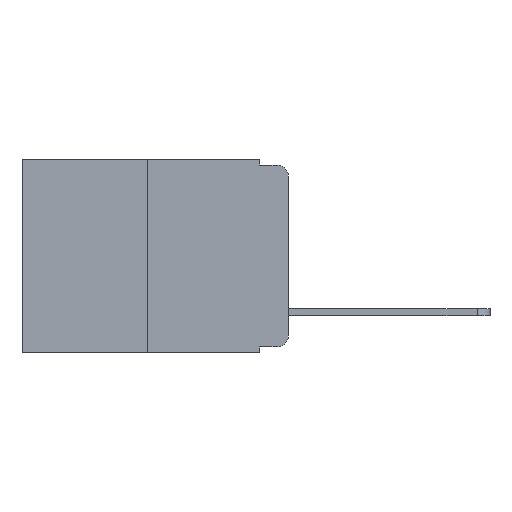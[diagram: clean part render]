
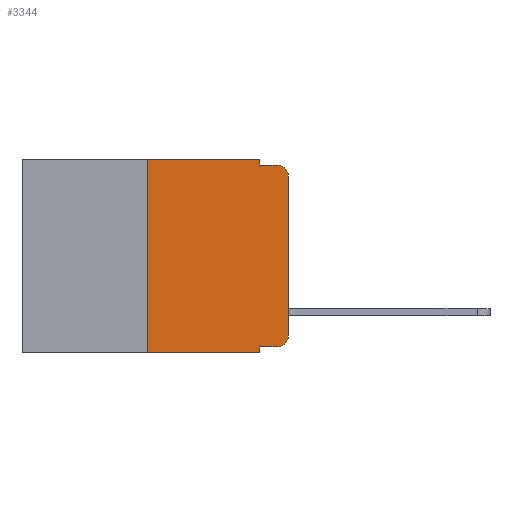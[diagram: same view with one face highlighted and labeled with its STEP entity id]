
A CAD part, left-side view. The second image highlights one B-rep face of the part: STEP entity #3344.
In plain terms, the highlighted planar face has unit normal (-1, 0, 0).
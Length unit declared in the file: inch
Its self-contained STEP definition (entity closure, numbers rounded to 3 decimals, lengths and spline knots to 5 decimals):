
#480 = CARTESIAN_POINT ( 'NONE',  ( 0., 0.051, -0.333 ) ) ;
#541 = DIRECTION ( 'NONE',  ( -1., 0., 0. ) ) ;
#767 = VERTEX_POINT ( 'NONE', #5049 ) ;
#786 = ORIENTED_EDGE ( 'NONE', *, *, #8248, .T. ) ;
#883 = ORIENTED_EDGE ( 'NONE', *, *, #8240, .T. ) ;
#941 = VERTEX_POINT ( 'NONE', #4243 ) ;
#981 = ORIENTED_EDGE ( 'NONE', *, *, #8239, .F. ) ;
#1001 = VECTOR ( 'NONE', #8538, 39.37008 ) ;
#1002 = ORIENTED_EDGE ( 'NONE', *, *, #8050, .T. ) ;
#1222 = ORIENTED_EDGE ( 'NONE', *, *, #8229, .F. ) ;
#1255 = ORIENTED_EDGE ( 'NONE', *, *, #7246, .F. ) ;
#1315 = CARTESIAN_POINT ( 'NONE',  ( 0., 0.051, 0. ) ) ;
#1336 = LINE ( 'NONE', #1524, #9858 ) ;
#1398 = ORIENTED_EDGE ( 'NONE', *, *, #8212, .F. ) ;
#1417 = ORIENTED_EDGE ( 'NONE', *, *, #8209, .F. ) ;
#1524 = CARTESIAN_POINT ( 'NONE',  ( 0., 0.051, -0.01 ) ) ;
#1570 = DIRECTION ( 'NONE',  ( 0., -1., 0. ) ) ;
#1587 = CARTESIAN_POINT ( 'NONE',  ( 0., 0.02, -0.333 ) ) ;
#1617 = ORIENTED_EDGE ( 'NONE', *, *, #8206, .T. ) ;
#1630 = ORIENTED_EDGE ( 'NONE', *, *, #8195, .T. ) ;
#1984 = CARTESIAN_POINT ( 'NONE',  ( 0., 0.473, 0. ) ) ;
#2107 = VERTEX_POINT ( 'NONE', #9057 ) ;
#2135 = AXIS2_PLACEMENT_3D ( 'NONE', #8171, #9736, #8237 ) ;
#2503 = CARTESIAN_POINT ( 'NONE',  ( 0., 0.25, 0. ) ) ;
#2912 = VERTEX_POINT ( 'NONE', #1315 ) ;
#3168 = AXIS2_PLACEMENT_3D ( 'NONE', #4434, #9769, #5404 ) ;
#3341 = VECTOR ( 'NONE', #4480, 39.37008 ) ;
#3344 = ADVANCED_FACE ( 'NONE', ( #8330 ), #9927, .F. ) ;
#3455 = CARTESIAN_POINT ( 'NONE',  ( 0., 0.051, 0. ) ) ;
#3486 = CARTESIAN_POINT ( 'NONE',  ( 0., 0.051, 0. ) ) ;
#3609 = LINE ( 'NONE', #2503, #3904 ) ;
#3642 = AXIS2_PLACEMENT_3D ( 'NONE', #6295, #541, #7097 ) ;
#3750 = EDGE_LOOP ( 'NONE', ( #1630, #1617, #1417, #1398, #1255, #1222, #1002, #981, #883, #786 ) ) ;
#3904 = VECTOR ( 'NONE', #9257, 39.37008 ) ;
#3928 = VERTEX_POINT ( 'NONE', #4178 ) ;
#4178 = CARTESIAN_POINT ( 'NONE',  ( 0., 0.25, 0. ) ) ;
#4243 = CARTESIAN_POINT ( 'NONE',  ( 0., 0.02, -0.01 ) ) ;
#4391 = CARTESIAN_POINT ( 'NONE',  ( 0., 0., 0. ) ) ;
#4434 = CARTESIAN_POINT ( 'NONE',  ( 0., 0.02, -0.03 ) ) ;
#4480 = DIRECTION ( 'NONE',  ( 0., 0., -1. ) ) ;
#4495 = CARTESIAN_POINT ( 'NONE',  ( 0., 0., -0.03 ) ) ;
#4676 = VERTEX_POINT ( 'NONE', #8539 ) ;
#5043 = VERTEX_POINT ( 'NONE', #8433 ) ;
#5049 = CARTESIAN_POINT ( 'NONE',  ( 0., 0.051, -0.333 ) ) ;
#5066 = CARTESIAN_POINT ( 'NONE',  ( 0., 0.473, -0.343 ) ) ;
#5316 = VECTOR ( 'NONE', #10102, 39.37008 ) ;
#5366 = DIRECTION ( 'NONE',  ( 0., 0., 1. ) ) ;
#5404 = DIRECTION ( 'NONE',  ( 0., 0., -1. ) ) ;
#5848 = CIRCLE ( 'NONE', #3642, 0.02 ) ;
#6295 = CARTESIAN_POINT ( 'NONE',  ( 0., 0.02, -0.313 ) ) ;
#6923 = VERTEX_POINT ( 'NONE', #10155 ) ;
#7097 = DIRECTION ( 'NONE',  ( 0., 0., -1. ) ) ;
#7119 = LINE ( 'NONE', #1984, #7387 ) ;
#7227 = LINE ( 'NONE', #5066, #5316 ) ;
#7246 = EDGE_CURVE ( 'NONE', #3928, #2912, #7119, .T. ) ;
#7387 = VECTOR ( 'NONE', #8143, 39.37008 ) ;
#7792 = DIRECTION ( 'NONE',  ( 0., -1., 0. ) ) ;
#7874 = VERTEX_POINT ( 'NONE', #4495 ) ;
#7889 = VERTEX_POINT ( 'NONE', #1587 ) ;
#7907 = LINE ( 'NONE', #480, #9533 ) ;
#8050 = EDGE_CURVE ( 'NONE', #2107, #5043, #7227, .T. ) ;
#8143 = DIRECTION ( 'NONE',  ( 0., -1., 0. ) ) ;
#8147 = LINE ( 'NONE', #3455, #1001 ) ;
#8171 = CARTESIAN_POINT ( 'NONE',  ( 0., 0.473, 0. ) ) ;
#8195 = EDGE_CURVE ( 'NONE', #6923, #7874, #8603, .T. ) ;
#8206 = EDGE_CURVE ( 'NONE', #7874, #941, #10025, .T. ) ;
#8209 = EDGE_CURVE ( 'NONE', #4676, #941, #1336, .T. ) ;
#8212 = EDGE_CURVE ( 'NONE', #2912, #4676, #8147, .T. ) ;
#8229 = EDGE_CURVE ( 'NONE', #2107, #3928, #3609, .T. ) ;
#8237 = DIRECTION ( 'NONE',  ( 0., 0., -1. ) ) ;
#8239 = EDGE_CURVE ( 'NONE', #767, #5043, #9691, .T. ) ;
#8240 = EDGE_CURVE ( 'NONE', #767, #7889, #7907, .T. ) ;
#8248 = EDGE_CURVE ( 'NONE', #7889, #6923, #5848, .T. ) ;
#8330 = FACE_OUTER_BOUND ( 'NONE', #3750, .T. ) ;
#8374 = VECTOR ( 'NONE', #5366, 39.37008 ) ;
#8433 = CARTESIAN_POINT ( 'NONE',  ( 0., 0.051, -0.343 ) ) ;
#8538 = DIRECTION ( 'NONE',  ( 0., 0., -1. ) ) ;
#8539 = CARTESIAN_POINT ( 'NONE',  ( 0., 0.051, -0.01 ) ) ;
#8603 = LINE ( 'NONE', #4391, #8374 ) ;
#9057 = CARTESIAN_POINT ( 'NONE',  ( 0., 0.25, -0.343 ) ) ;
#9257 = DIRECTION ( 'NONE',  ( 0., 0., 1. ) ) ;
#9533 = VECTOR ( 'NONE', #1570, 39.37008 ) ;
#9691 = LINE ( 'NONE', #3486, #3341 ) ;
#9736 = DIRECTION ( 'NONE',  ( 1., 0., 0. ) ) ;
#9769 = DIRECTION ( 'NONE',  ( -1., 0., 0. ) ) ;
#9858 = VECTOR ( 'NONE', #7792, 39.37008 ) ;
#9927 = PLANE ( 'NONE',  #2135 ) ;
#10025 = CIRCLE ( 'NONE', #3168, 0.02 ) ;
#10102 = DIRECTION ( 'NONE',  ( 0., -1., 0. ) ) ;
#10155 = CARTESIAN_POINT ( 'NONE',  ( 0., 0., -0.313 ) ) ;
